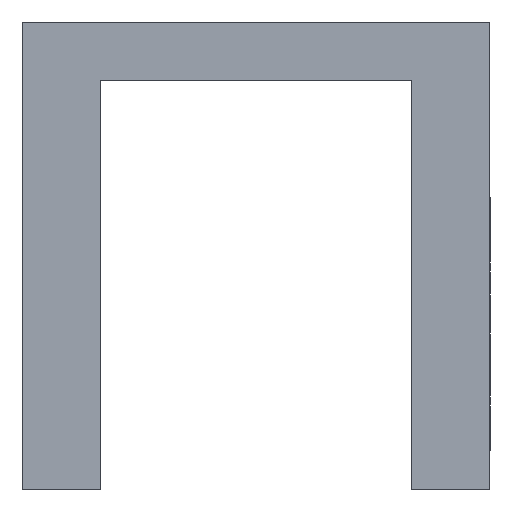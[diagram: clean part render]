
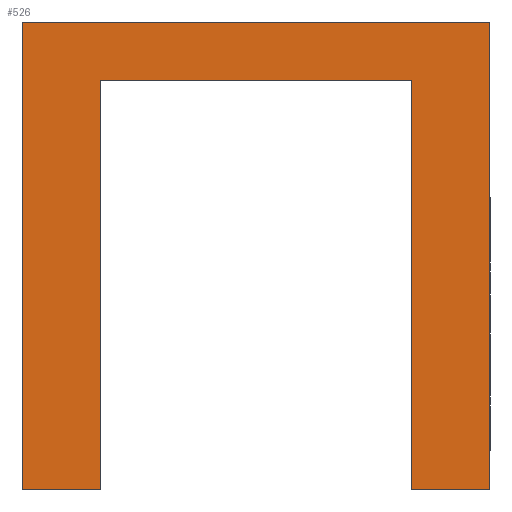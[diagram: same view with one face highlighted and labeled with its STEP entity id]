
A CAD part, front view. The second image highlights one B-rep face of the part: STEP entity #526.
In plain terms, the highlighted planar face has unit normal (0, -1, 0).
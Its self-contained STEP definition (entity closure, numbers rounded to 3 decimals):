
#5 = FACE_OUTER_BOUND ( 'NONE', #584, .T. ) ;
#52 = VECTOR ( 'NONE', #535, 1000. ) ;
#53 = LINE ( 'NONE', #1113, #310 ) ;
#87 = CARTESIAN_POINT ( 'NONE',  ( -4., 0., -10.5 ) ) ;
#121 = AXIS2_PLACEMENT_3D ( 'NONE', #565, #691, #680 ) ;
#169 = DIRECTION ( 'NONE',  ( 0., 0., -1. ) ) ;
#178 = LINE ( 'NONE', #1084, #183 ) ;
#183 = VECTOR ( 'NONE', #861, 1000. ) ;
#199 = VECTOR ( 'NONE', #638, 1000. ) ;
#265 = DIRECTION ( 'NONE',  ( 0., 0., 1. ) ) ;
#296 = EDGE_CURVE ( 'NONE', #564, #790, #926, .T. ) ;
#310 = VECTOR ( 'NONE', #1116, 1000. ) ;
#333 = PLANE ( 'NONE',  #121 ) ;
#343 = ORIENTED_EDGE ( 'NONE', *, *, #924, .F. ) ;
#384 = EDGE_CURVE ( 'NONE', #883, #1289, #428, .T. ) ;
#413 = VERTEX_POINT ( 'NONE', #780 ) ;
#428 = LINE ( 'NONE', #87, #199 ) ;
#434 = VERTEX_POINT ( 'NONE', #444 ) ;
#444 = CARTESIAN_POINT ( 'NONE',  ( -6., 0., 1.5 ) ) ;
#526 = ADVANCED_FACE ( 'NONE', ( #5 ), #333, .F. ) ;
#531 = CARTESIAN_POINT ( 'NONE',  ( 4., 0., 0. ) ) ;
#535 = DIRECTION ( 'NONE',  ( 0., 0., -1. ) ) ;
#538 = LINE ( 'NONE', #943, #559 ) ;
#559 = VECTOR ( 'NONE', #612, 1000. ) ;
#564 = VERTEX_POINT ( 'NONE', #1139 ) ;
#565 = CARTESIAN_POINT ( 'NONE',  ( 0., 0., 0. ) ) ;
#584 = EDGE_LOOP ( 'NONE', ( #343, #1396, #649, #1073, #613, #1349, #743, #937 ) ) ;
#612 = DIRECTION ( 'NONE',  ( 1., 0., 0. ) ) ;
#613 = ORIENTED_EDGE ( 'NONE', *, *, #296, .F. ) ;
#630 = VERTEX_POINT ( 'NONE', #700 ) ;
#638 = DIRECTION ( 'NONE',  ( -1., 0., 0. ) ) ;
#649 = ORIENTED_EDGE ( 'NONE', *, *, #1091, .F. ) ;
#680 = DIRECTION ( 'NONE',  ( 0., 0., 1. ) ) ;
#691 = DIRECTION ( 'NONE',  ( 0., 1., 0. ) ) ;
#700 = CARTESIAN_POINT ( 'NONE',  ( -4., 0., 0. ) ) ;
#728 = EDGE_CURVE ( 'NONE', #434, #564, #538, .T. ) ;
#743 = ORIENTED_EDGE ( 'NONE', *, *, #784, .F. ) ;
#780 = CARTESIAN_POINT ( 'NONE',  ( 4., 0., -10.5 ) ) ;
#784 = EDGE_CURVE ( 'NONE', #1289, #434, #817, .T. ) ;
#790 = VERTEX_POINT ( 'NONE', #1178 ) ;
#817 = LINE ( 'NONE', #958, #1432 ) ;
#828 = EDGE_CURVE ( 'NONE', #790, #413, #178, .T. ) ;
#861 = DIRECTION ( 'NONE',  ( -1., 0., 0. ) ) ;
#883 = VERTEX_POINT ( 'NONE', #1422 ) ;
#924 = EDGE_CURVE ( 'NONE', #630, #883, #1316, .T. ) ;
#926 = LINE ( 'NONE', #1226, #52 ) ;
#937 = ORIENTED_EDGE ( 'NONE', *, *, #384, .F. ) ;
#943 = CARTESIAN_POINT ( 'NONE',  ( -6., 0., 1.5 ) ) ;
#947 = VERTEX_POINT ( 'NONE', #531 ) ;
#958 = CARTESIAN_POINT ( 'NONE',  ( -6., 0., -10.5 ) ) ;
#972 = CARTESIAN_POINT ( 'NONE',  ( -4., 0., 0. ) ) ;
#1013 = VECTOR ( 'NONE', #1203, 1000. ) ;
#1073 = ORIENTED_EDGE ( 'NONE', *, *, #828, .F. ) ;
#1084 = CARTESIAN_POINT ( 'NONE',  ( 4., 0., -10.5 ) ) ;
#1091 = EDGE_CURVE ( 'NONE', #413, #947, #53, .T. ) ;
#1113 = CARTESIAN_POINT ( 'NONE',  ( 4., 0., 0. ) ) ;
#1116 = DIRECTION ( 'NONE',  ( 0., 0., 1. ) ) ;
#1139 = CARTESIAN_POINT ( 'NONE',  ( 6., 0., 1.5 ) ) ;
#1140 = VECTOR ( 'NONE', #169, 1000. ) ;
#1178 = CARTESIAN_POINT ( 'NONE',  ( 6., 0., -10.5 ) ) ;
#1203 = DIRECTION ( 'NONE',  ( -1., 0., 0. ) ) ;
#1226 = CARTESIAN_POINT ( 'NONE',  ( 6., 0., -10.5 ) ) ;
#1289 = VERTEX_POINT ( 'NONE', #1291 ) ;
#1291 = CARTESIAN_POINT ( 'NONE',  ( -6., 0., -10.5 ) ) ;
#1294 = LINE ( 'NONE', #1321, #1013 ) ;
#1316 = LINE ( 'NONE', #972, #1140 ) ;
#1321 = CARTESIAN_POINT ( 'NONE',  ( 4., 0., 0. ) ) ;
#1349 = ORIENTED_EDGE ( 'NONE', *, *, #728, .F. ) ;
#1388 = EDGE_CURVE ( 'NONE', #947, #630, #1294, .T. ) ;
#1396 = ORIENTED_EDGE ( 'NONE', *, *, #1388, .F. ) ;
#1422 = CARTESIAN_POINT ( 'NONE',  ( -4., 0., -10.5 ) ) ;
#1432 = VECTOR ( 'NONE', #265, 1000. ) ;
